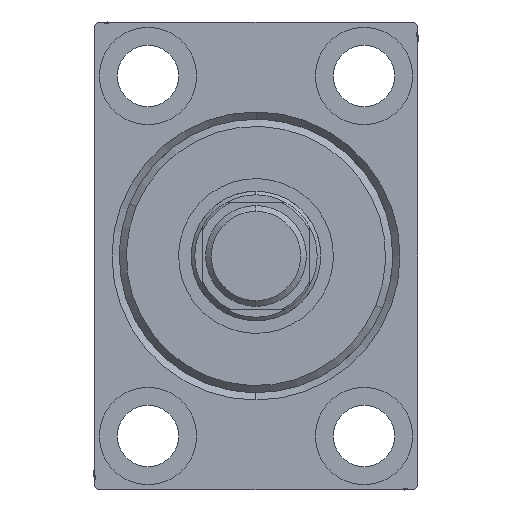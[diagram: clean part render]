
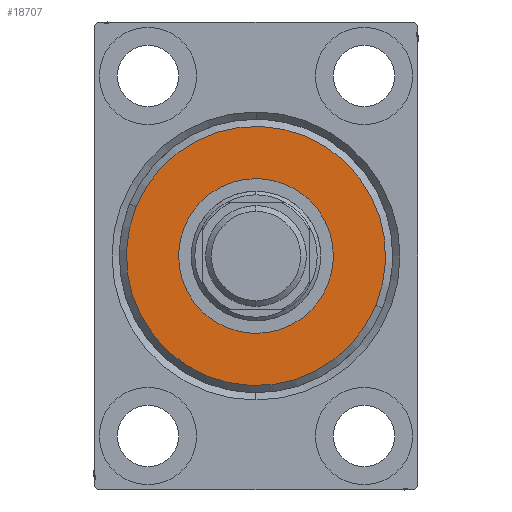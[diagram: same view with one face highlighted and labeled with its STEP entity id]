
A CAD part, left-side view. The second image highlights one B-rep face of the part: STEP entity #18707.
In plain terms, the highlighted face is planar.
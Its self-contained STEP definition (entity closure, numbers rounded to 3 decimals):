
#445 = EDGE_LOOP ( 'NONE', ( #4904, #40769 ) ) ;
#855 = VERTEX_POINT ( 'NONE', #22382 ) ;
#1655 = VERTEX_POINT ( 'NONE', #26212 ) ;
#1666 = CIRCLE ( 'NONE', #33981, 18. ) ;
#1888 = AXIS2_PLACEMENT_3D ( 'NONE', #2833, #30259, #40810 ) ;
#2676 = CARTESIAN_POINT ( 'NONE',  ( 3., 0., 0. ) ) ;
#2833 = CARTESIAN_POINT ( 'NONE',  ( 3., 0., 0. ) ) ;
#3185 = CARTESIAN_POINT ( 'NONE',  ( 3., 0., 18. ) ) ;
#4904 = ORIENTED_EDGE ( 'NONE', *, *, #21420, .T. ) ;
#5659 = DIRECTION ( 'NONE',  ( 0., 0., -1. ) ) ;
#5769 = CARTESIAN_POINT ( 'NONE',  ( 3., 0., -18. ) ) ;
#6680 = DIRECTION ( 'NONE',  ( 1., 0., 0. ) ) ;
#9763 = CIRCLE ( 'NONE', #1888, 10.75 ) ;
#10339 = AXIS2_PLACEMENT_3D ( 'NONE', #29706, #39817, #5659 ) ;
#12141 = CARTESIAN_POINT ( 'NONE',  ( 3., 0., 0. ) ) ;
#16911 = EDGE_CURVE ( 'NONE', #17095, #38619, #36705, .T. ) ;
#17095 = VERTEX_POINT ( 'NONE', #5769 ) ;
#18707 = ADVANCED_FACE ( 'NONE', ( #26308, #39344 ), #40006, .T. ) ;
#19674 = CIRCLE ( 'NONE', #10339, 10.75 ) ;
#21420 = EDGE_CURVE ( 'NONE', #38619, #17095, #1666, .T. ) ;
#22382 = CARTESIAN_POINT ( 'NONE',  ( 3., 0., -10.75 ) ) ;
#22491 = DIRECTION ( 'NONE',  ( 0., 0., -1. ) ) ;
#23060 = AXIS2_PLACEMENT_3D ( 'NONE', #2676, #43347, #26282 ) ;
#23150 = ORIENTED_EDGE ( 'NONE', *, *, #25263, .T. ) ;
#24343 = EDGE_LOOP ( 'NONE', ( #23150, #43158 ) ) ;
#25263 = EDGE_CURVE ( 'NONE', #1655, #855, #19674, .T. ) ;
#25420 = DIRECTION ( 'NONE',  ( 1., 0., 0. ) ) ;
#26212 = CARTESIAN_POINT ( 'NONE',  ( 3., 0., 10.75 ) ) ;
#26282 = DIRECTION ( 'NONE',  ( 0., 0., -1. ) ) ;
#26308 = FACE_OUTER_BOUND ( 'NONE', #445, .T. ) ;
#28091 = AXIS2_PLACEMENT_3D ( 'NONE', #12141, #25420, #22491 ) ;
#29706 = CARTESIAN_POINT ( 'NONE',  ( 3., 0., 0. ) ) ;
#30259 = DIRECTION ( 'NONE',  ( -1., 0., 0. ) ) ;
#33438 = CARTESIAN_POINT ( 'NONE',  ( 3., 0., 0. ) ) ;
#33981 = AXIS2_PLACEMENT_3D ( 'NONE', #33438, #6680, #43755 ) ;
#35406 = EDGE_CURVE ( 'NONE', #855, #1655, #9763, .T. ) ;
#36705 = CIRCLE ( 'NONE', #23060, 18. ) ;
#38619 = VERTEX_POINT ( 'NONE', #3185 ) ;
#39344 = FACE_BOUND ( 'NONE', #24343, .T. ) ;
#39817 = DIRECTION ( 'NONE',  ( -1., 0., 0. ) ) ;
#40006 = PLANE ( 'NONE',  #28091 ) ;
#40769 = ORIENTED_EDGE ( 'NONE', *, *, #16911, .T. ) ;
#40810 = DIRECTION ( 'NONE',  ( 0., 0., -1. ) ) ;
#43158 = ORIENTED_EDGE ( 'NONE', *, *, #35406, .T. ) ;
#43347 = DIRECTION ( 'NONE',  ( 1., 0., 0. ) ) ;
#43755 = DIRECTION ( 'NONE',  ( 0., 0., -1. ) ) ;
